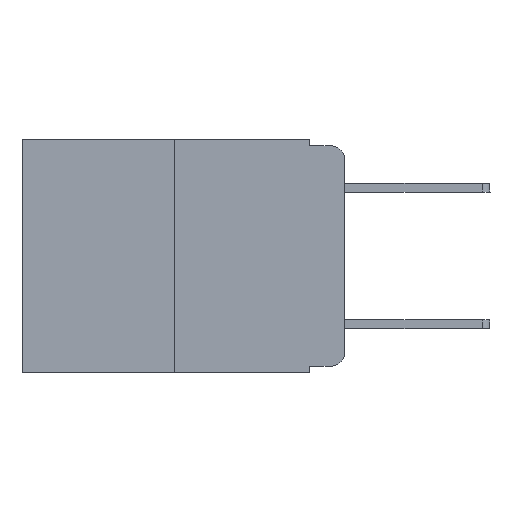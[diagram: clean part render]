
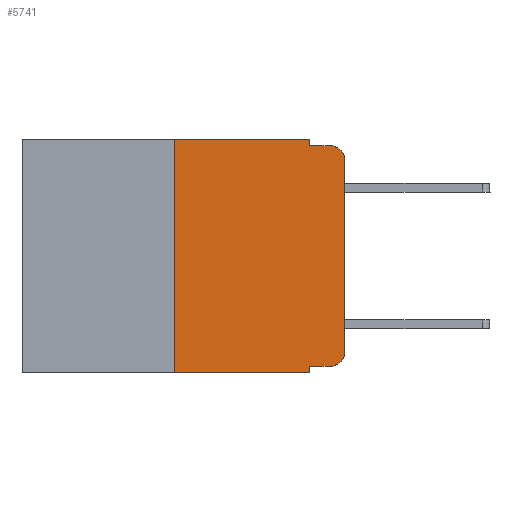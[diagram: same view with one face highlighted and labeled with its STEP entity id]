
A CAD part, left-side view. The second image highlights one B-rep face of the part: STEP entity #5741.
In plain terms, the highlighted planar face has unit normal (-1, 0, 0).
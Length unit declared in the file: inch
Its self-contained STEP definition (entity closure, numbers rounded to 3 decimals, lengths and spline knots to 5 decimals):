
#386 = VECTOR ( 'NONE', #12035, 39.37008 ) ;
#398 = EDGE_CURVE ( 'NONE', #16843, #4169, #6331, .T. ) ;
#411 = CARTESIAN_POINT ( 'NONE',  ( 0., 0.051, -0.01 ) ) ;
#517 = VERTEX_POINT ( 'NONE', #6908 ) ;
#584 = VECTOR ( 'NONE', #12894, 39.37008 ) ;
#771 = CARTESIAN_POINT ( 'NONE',  ( 0., 0.051, 0. ) ) ;
#987 = EDGE_CURVE ( 'NONE', #517, #9209, #1408, .T. ) ;
#1408 = LINE ( 'NONE', #1768, #14071 ) ;
#1768 = CARTESIAN_POINT ( 'NONE',  ( 0., 0.051, -0.333 ) ) ;
#1853 = CARTESIAN_POINT ( 'NONE',  ( 0., 0.25, 0. ) ) ;
#1856 = ORIENTED_EDGE ( 'NONE', *, *, #23281, .F. ) ;
#2086 = DIRECTION ( 'NONE',  ( 0., -1., 0. ) ) ;
#2188 = EDGE_CURVE ( 'NONE', #9209, #4645, #17577, .T. ) ;
#3549 = CARTESIAN_POINT ( 'NONE',  ( 0., 0.02, -0.313 ) ) ;
#3975 = EDGE_CURVE ( 'NONE', #4645, #19161, #14906, .T. ) ;
#4169 = VERTEX_POINT ( 'NONE', #21189 ) ;
#4183 = ORIENTED_EDGE ( 'NONE', *, *, #13407, .F. ) ;
#4241 = EDGE_LOOP ( 'NONE', ( #17656, #18200, #4183, #18937, #1856, #13912, #20803, #7911, #13502, #7502 ) ) ;
#4640 = VERTEX_POINT ( 'NONE', #8988 ) ;
#4645 = VERTEX_POINT ( 'NONE', #23546 ) ;
#4696 = EDGE_CURVE ( 'NONE', #14100, #4640, #10426, .T. ) ;
#5135 = CARTESIAN_POINT ( 'NONE',  ( 0., 0.051, 0. ) ) ;
#5352 = CIRCLE ( 'NONE', #9535, 0.02 ) ;
#5483 = PLANE ( 'NONE',  #13978 ) ;
#5741 = ADVANCED_FACE ( 'NONE', ( #11087 ), #5483, .F. ) ;
#5883 = DIRECTION ( 'NONE',  ( 0., 0., 1. ) ) ;
#6085 = VECTOR ( 'NONE', #2086, 39.37008 ) ;
#6257 = DIRECTION ( 'NONE',  ( 0., -1., 0. ) ) ;
#6331 = LINE ( 'NONE', #12155, #386 ) ;
#6908 = CARTESIAN_POINT ( 'NONE',  ( 0., 0.051, -0.333 ) ) ;
#7019 = DIRECTION ( 'NONE',  ( 0., 0., -1. ) ) ;
#7161 = DIRECTION ( 'NONE',  ( 1., 0., 0. ) ) ;
#7338 = AXIS2_PLACEMENT_3D ( 'NONE', #3549, #14270, #12247 ) ;
#7502 = ORIENTED_EDGE ( 'NONE', *, *, #2188, .T. ) ;
#7785 = LINE ( 'NONE', #411, #6085 ) ;
#7911 = ORIENTED_EDGE ( 'NONE', *, *, #9028, .F. ) ;
#8988 = CARTESIAN_POINT ( 'NONE',  ( 0., 0.051, -0.343 ) ) ;
#9028 = EDGE_CURVE ( 'NONE', #517, #4640, #20899, .T. ) ;
#9054 = DIRECTION ( 'NONE',  ( 0., 0., -1. ) ) ;
#9186 = VERTEX_POINT ( 'NONE', #14446 ) ;
#9209 = VERTEX_POINT ( 'NONE', #23159 ) ;
#9214 = CARTESIAN_POINT ( 'NONE',  ( 0., 0.25, 0. ) ) ;
#9535 = AXIS2_PLACEMENT_3D ( 'NONE', #12024, #10123, #7019 ) ;
#10123 = DIRECTION ( 'NONE',  ( -1., 0., 0. ) ) ;
#10426 = LINE ( 'NONE', #10559, #17487 ) ;
#10559 = CARTESIAN_POINT ( 'NONE',  ( 0., 0.473, -0.343 ) ) ;
#11087 = FACE_OUTER_BOUND ( 'NONE', #4241, .T. ) ;
#11231 = CARTESIAN_POINT ( 'NONE',  ( 0., 0., 0. ) ) ;
#11623 = LINE ( 'NONE', #17311, #22689 ) ;
#12024 = CARTESIAN_POINT ( 'NONE',  ( 0., 0.02, -0.03 ) ) ;
#12035 = DIRECTION ( 'NONE',  ( 0., 0., -1. ) ) ;
#12155 = CARTESIAN_POINT ( 'NONE',  ( 0., 0.051, 0. ) ) ;
#12247 = DIRECTION ( 'NONE',  ( 0., 0., -1. ) ) ;
#12894 = DIRECTION ( 'NONE',  ( 0., 0., 1. ) ) ;
#13393 = EDGE_CURVE ( 'NONE', #14100, #15216, #21977, .T. ) ;
#13407 = EDGE_CURVE ( 'NONE', #4169, #9186, #7785, .T. ) ;
#13502 = ORIENTED_EDGE ( 'NONE', *, *, #987, .T. ) ;
#13912 = ORIENTED_EDGE ( 'NONE', *, *, #13393, .F. ) ;
#13978 = AXIS2_PLACEMENT_3D ( 'NONE', #14645, #7161, #9054 ) ;
#14071 = VECTOR ( 'NONE', #23214, 39.37008 ) ;
#14100 = VERTEX_POINT ( 'NONE', #19762 ) ;
#14147 = EDGE_CURVE ( 'NONE', #19161, #9186, #5352, .T. ) ;
#14270 = DIRECTION ( 'NONE',  ( -1., 0., 0. ) ) ;
#14446 = CARTESIAN_POINT ( 'NONE',  ( 0., 0.02, -0.01 ) ) ;
#14645 = CARTESIAN_POINT ( 'NONE',  ( 0., 0.473, 0. ) ) ;
#14906 = LINE ( 'NONE', #11231, #584 ) ;
#15216 = VERTEX_POINT ( 'NONE', #1853 ) ;
#16843 = VERTEX_POINT ( 'NONE', #5135 ) ;
#17311 = CARTESIAN_POINT ( 'NONE',  ( 0., 0.473, 0. ) ) ;
#17487 = VECTOR ( 'NONE', #17673, 39.37008 ) ;
#17577 = CIRCLE ( 'NONE', #7338, 0.02 ) ;
#17656 = ORIENTED_EDGE ( 'NONE', *, *, #3975, .T. ) ;
#17673 = DIRECTION ( 'NONE',  ( 0., -1., 0. ) ) ;
#18200 = ORIENTED_EDGE ( 'NONE', *, *, #14147, .T. ) ;
#18285 = CARTESIAN_POINT ( 'NONE',  ( 0., 0., -0.03 ) ) ;
#18937 = ORIENTED_EDGE ( 'NONE', *, *, #398, .F. ) ;
#19161 = VERTEX_POINT ( 'NONE', #18285 ) ;
#19201 = DIRECTION ( 'NONE',  ( 0., 0., -1. ) ) ;
#19762 = CARTESIAN_POINT ( 'NONE',  ( 0., 0.25, -0.343 ) ) ;
#20541 = VECTOR ( 'NONE', #5883, 39.37008 ) ;
#20803 = ORIENTED_EDGE ( 'NONE', *, *, #4696, .T. ) ;
#20899 = LINE ( 'NONE', #771, #21075 ) ;
#21075 = VECTOR ( 'NONE', #19201, 39.37008 ) ;
#21189 = CARTESIAN_POINT ( 'NONE',  ( 0., 0.051, -0.01 ) ) ;
#21977 = LINE ( 'NONE', #9214, #20541 ) ;
#22689 = VECTOR ( 'NONE', #6257, 39.37008 ) ;
#23159 = CARTESIAN_POINT ( 'NONE',  ( 0., 0.02, -0.333 ) ) ;
#23214 = DIRECTION ( 'NONE',  ( 0., -1., 0. ) ) ;
#23281 = EDGE_CURVE ( 'NONE', #15216, #16843, #11623, .T. ) ;
#23546 = CARTESIAN_POINT ( 'NONE',  ( 0., 0., -0.313 ) ) ;
